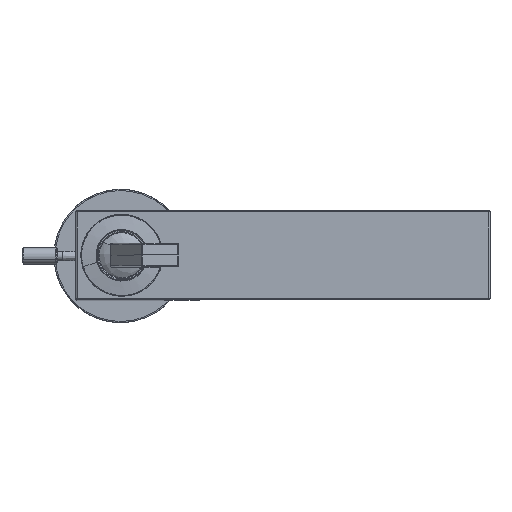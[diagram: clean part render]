
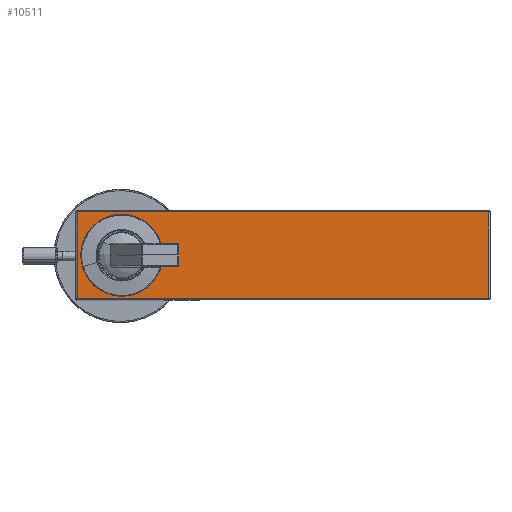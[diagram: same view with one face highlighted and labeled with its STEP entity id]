
A CAD part, top view. The second image highlights one B-rep face of the part: STEP entity #10511.
In plain terms, the highlighted planar face has unit normal (0, 0, 1).
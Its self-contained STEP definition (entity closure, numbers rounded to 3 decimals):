
#6511=CARTESIAN_POINT(' ',(154.75,18.25,180.));
#6512=VERTEX_POINT(' ',#6511);
#6526=CARTESIAN_POINT(' ',(154.75,18.25,180.));
#6531=DIRECTION(' ',(0.,-1.,0.));
#6536=VECTOR(' ',#6531,1.);
#6541=LINE('',#6526,#6536);
#6546=CARTESIAN_POINT(' ',(154.75,-18.25,180.));
#6547=VERTEX_POINT(' ',#6546);
#6551=EDGE_CURVE(' ',#6512,#6547,#6541,.T.);
#10281=DIRECTION(' ',(0.,0.,1.));
#10286=CARTESIAN_POINT(' ',(-18.25,-18.25,180.));
#10291=DIRECTION(' ',(1.,0.,0.));
#10296=AXIS2_PLACEMENT_3D(' ',#10286,#10281,#10291);
#10301=PLANE('',#10296);
#10306=CARTESIAN_POINT(' ',(-18.25,-18.25,180.));
#10311=DIRECTION(' ',(0.,1.,0.));
#10316=VECTOR(' ',#10311,1.);
#10321=LINE('',#10306,#10316);
#10326=CARTESIAN_POINT(' ',(-18.25,-18.25,180.));
#10327=VERTEX_POINT(' ',#10326);
#10331=CARTESIAN_POINT(' ',(-18.25,18.25,180.));
#10332=VERTEX_POINT(' ',#10331);
#10336=EDGE_CURVE(' ',#10327,#10332,#10321,.T.);
#10341=ORIENTED_EDGE(' ',*,*,#10336,.F.);
#10346=CARTESIAN_POINT(' ',(154.75,-18.25,180.));
#10351=DIRECTION(' ',(-1.,0.,0.));
#10356=VECTOR(' ',#10351,1.);
#10361=LINE('',#10346,#10356);
#10366=EDGE_CURVE(' ',#6547,#10327,#10361,.T.);
#10371=ORIENTED_EDGE(' ',*,*,#10366,.F.);
#10376=ORIENTED_EDGE(' ',*,*,#6551,.F.);
#10381=CARTESIAN_POINT(' ',(-18.25,18.25,180.));
#10386=DIRECTION(' ',(1.,0.,0.));
#10391=VECTOR(' ',#10386,1.);
#10396=LINE('',#10381,#10391);
#10401=EDGE_CURVE(' ',#10332,#6512,#10396,.T.);
#10406=ORIENTED_EDGE(' ',*,*,#10401,.F.);
#10411=EDGE_LOOP(' ',(#10341,#10371,#10376,#10406));
#10416=FACE_OUTER_BOUND(' ',#10411,.T.);
#10421=CARTESIAN_POINT(' ',(0.5,0.,180.));
#10426=DIRECTION(' ',(0.,-0.,1.));
#10431=DIRECTION(' ',(-0.878,-0.479,0.));
#10436=AXIS2_PLACEMENT_3D(' ',#10421,#10426,#10431);
#10441=CIRCLE('',#10436,17.25);
#10446=CARTESIAN_POINT(' ',(-14.638,-8.27,180.));
#10447=VERTEX_POINT(' ',#10446);
#10451=CARTESIAN_POINT(' ',(15.638,8.27,180.));
#10452=VERTEX_POINT(' ',#10451);
#10456=EDGE_CURVE(' ',#10447,#10452,#10441,.T.);
#10461=ORIENTED_EDGE(' ',*,*,#10456,.F.);
#10466=CARTESIAN_POINT(' ',(0.5,0.,180.));
#10471=DIRECTION(' ',(0.,0.,1.));
#10476=DIRECTION(' ',(0.878,0.479,0.));
#10481=AXIS2_PLACEMENT_3D(' ',#10466,#10471,#10476);
#10486=CIRCLE('',#10481,17.25);
#10491=EDGE_CURVE(' ',#10452,#10447,#10486,.T.);
#10496=ORIENTED_EDGE(' ',*,*,#10491,.F.);
#10501=EDGE_LOOP(' ',(#10461,#10496));
#10506=FACE_BOUND(' ',#10501,.T.);
#10511=ADVANCED_FACE('',(#10416,#10506),#10301,.T.);
